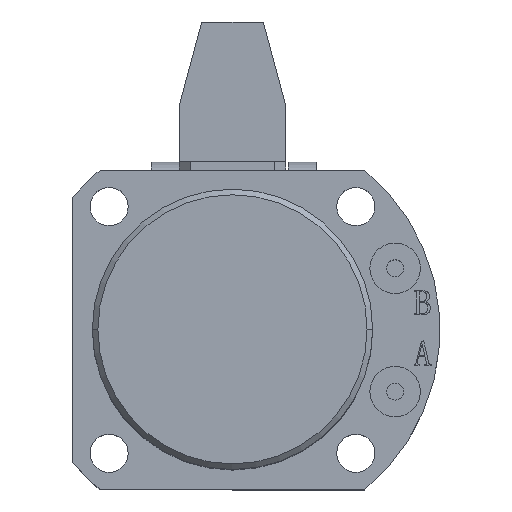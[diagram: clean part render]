
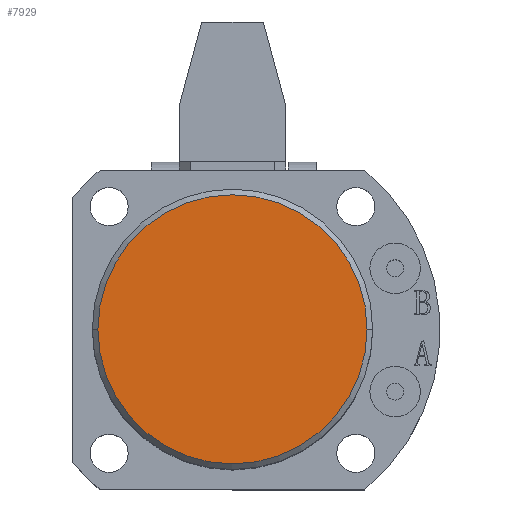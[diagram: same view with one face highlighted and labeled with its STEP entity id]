
A CAD part, top view. The second image highlights one B-rep face of the part: STEP entity #7929.
In plain terms, the highlighted planar face has unit normal (0, 0, 1).
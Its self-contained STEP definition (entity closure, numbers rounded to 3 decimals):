
#234 = CIRCLE ( 'NONE', #3829, 24. ) ;
#1147 = DIRECTION ( 'NONE',  ( 1., 0., 0. ) ) ;
#1148 = DIRECTION ( 'NONE',  ( 0., 0., 1. ) ) ;
#1151 = PLANE ( 'NONE',  #3937 ) ;
#1153 = CARTESIAN_POINT ( 'NONE',  ( 0., 0., 85. ) ) ;
#2295 = EDGE_LOOP ( 'NONE', ( #8279, #8280 ) ) ;
#2721 = CARTESIAN_POINT ( 'NONE',  ( 24., 0., 85. ) ) ;
#2869 = CARTESIAN_POINT ( 'NONE',  ( -24., 0., 85. ) ) ;
#2889 = DIRECTION ( 'NONE',  ( 0., 0., 1. ) ) ;
#2896 = CARTESIAN_POINT ( 'NONE',  ( 0., 0., 85. ) ) ;
#2897 = DIRECTION ( 'NONE',  ( 1., 0., 0. ) ) ;
#3565 = EDGE_CURVE ( 'NONE', #7826, #7713, #234, .T. ) ;
#3633 = EDGE_CURVE ( 'NONE', #7713, #7826, #4825, .T. ) ;
#3829 = AXIS2_PLACEMENT_3D ( 'NONE', #6092, #6088, #6087 ) ;
#3851 = AXIS2_PLACEMENT_3D ( 'NONE', #2896, #2889, #2897 ) ;
#3937 = AXIS2_PLACEMENT_3D ( 'NONE', #1153, #1148, #1147 ) ;
#4825 = CIRCLE ( 'NONE', #3851, 24. ) ;
#6087 = DIRECTION ( 'NONE',  ( 1., 0., 0. ) ) ;
#6088 = DIRECTION ( 'NONE',  ( 0., 0., 1. ) ) ;
#6092 = CARTESIAN_POINT ( 'NONE',  ( 0., 0., 85. ) ) ;
#6560 = FACE_OUTER_BOUND ( 'NONE', #2295, .T. ) ;
#7713 = VERTEX_POINT ( 'NONE', #2869 ) ;
#7826 = VERTEX_POINT ( 'NONE', #2721 ) ;
#7929 = ADVANCED_FACE ( 'NONE', ( #6560 ), #1151, .T. ) ;
#8279 = ORIENTED_EDGE ( 'NONE', *, *, #3633, .T. ) ;
#8280 = ORIENTED_EDGE ( 'NONE', *, *, #3565, .T. ) ;
